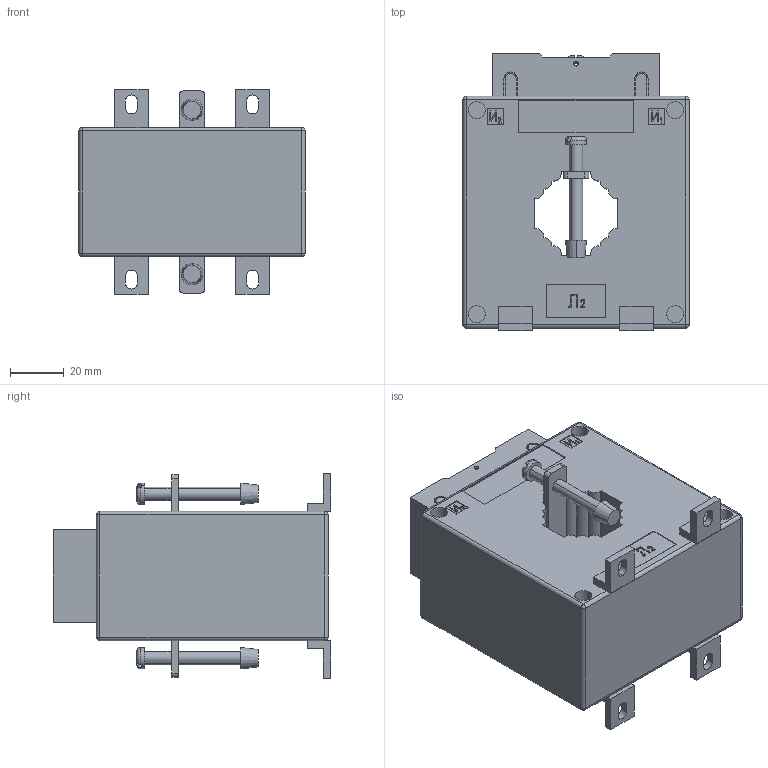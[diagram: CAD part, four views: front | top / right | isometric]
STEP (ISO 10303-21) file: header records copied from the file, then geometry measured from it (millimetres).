
FILE_DESCRIPTION (( 'STEP AP214' ), '1' );
FILE_NAME ('ITB20-3-05-0250 Òðàíñôîðìàòîð òîêà ÒØÏ-0,66 250_5À 5ÂÀ êëàññ 0,5S ãàáàðèò 30 ÈÝÊ.STEP', '2018-02-02T07:20:12', ( '' ), ( '' ), 'SwSTEP 2.0', 'SolidWorks 2014', '' );
FILE_SCHEMA (( 'AUTOMOTIVE_DESIGN' ));
Length unit declared in the file: millimetre
Products named in the file (1): ITB20-3-05-0250 Òðàíñôîðìàòîð òîêà ÒØÏ-0,66  250_5À  5ÂÀ  êëàññ 0,5S ãàáàðèò 30  ÈÝÊ
Bounding box: 84 x 103 x 76 mm (x, y, z)
Volume: 330477.1 mm3; surface area: 55854 mm2
Topology: 6 solids, 6 shells, 925 faces, 2435 edges, 1554 vertices
Faces by surface type: plane 589, cylinder 202, cone 78, bspline 38, torus 10, sphere 8
Entity records: 30612 total; most frequent: CARTESIAN_POINT 8113, ORIENTED_EDGE 4854, DIRECTION 4367, EDGE_CURVE 2427, VECTOR 1591, LINE 1591, VERTEX_POINT 1554, AXIS2_PLACEMENT_3D 1388
